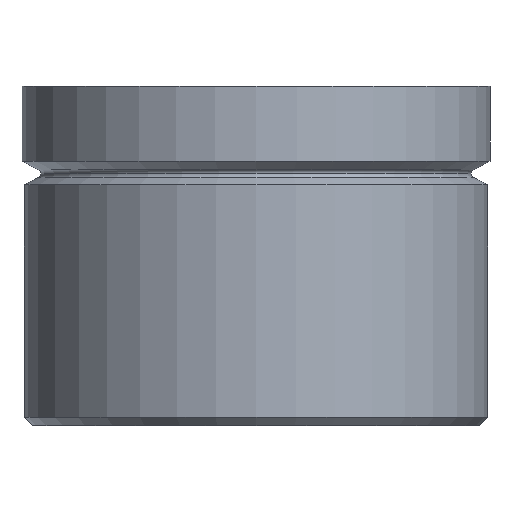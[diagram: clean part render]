
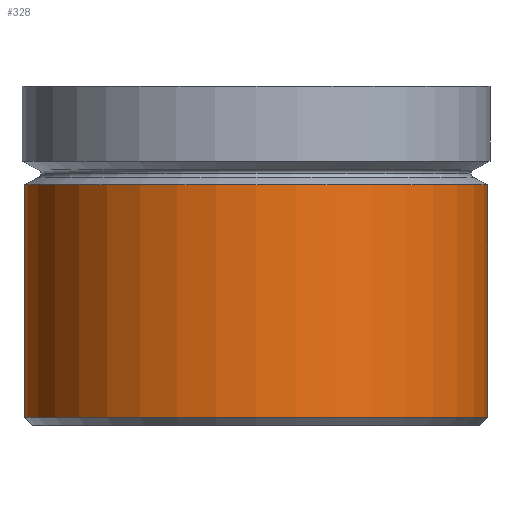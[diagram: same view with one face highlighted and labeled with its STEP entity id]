
A CAD part, front view. The second image highlights one B-rep face of the part: STEP entity #328.
In plain terms, the highlighted cylindrical face has radius 23.901 mm (diameter 47.803 mm), a partial arc.
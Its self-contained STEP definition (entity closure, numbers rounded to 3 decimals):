
#150 = VERTEX_POINT ( 'NONE', #206 ) ;
#151 = VERTEX_POINT ( 'NONE', #205 ) ;
#160 = VERTEX_POINT ( 'NONE', #384 ) ;
#187 = VERTEX_POINT ( 'NONE', #262 ) ;
#205 = CARTESIAN_POINT ( 'NONE',  ( -23.901, 0., -10.155 ) ) ;
#206 = CARTESIAN_POINT ( 'NONE',  ( -23.901, 0., -34.165 ) ) ;
#262 = CARTESIAN_POINT ( 'NONE',  ( 23.901, 0., -34.165 ) ) ;
#292 = EDGE_CURVE ( 'NONE', #187, #160, #469, .T. ) ;
#328 = ADVANCED_FACE ( 'NONE', ( #474 ), #473, .T. ) ;
#329 = EDGE_LOOP ( 'NONE', ( #330, #331, #344, #345 ) ) ;
#330 = ORIENTED_EDGE ( 'NONE', *, *, #343, .F. ) ;
#331 = ORIENTED_EDGE ( 'NONE', *, *, #332, .T. ) ;
#332 = EDGE_CURVE ( 'NONE', #150, #187, #457, .T. ) ;
#343 = EDGE_CURVE ( 'NONE', #150, #151, #549, .T. ) ;
#344 = ORIENTED_EDGE ( 'NONE', *, *, #292, .T. ) ;
#345 = ORIENTED_EDGE ( 'NONE', *, *, #346, .F. ) ;
#346 = EDGE_CURVE ( 'NONE', #151, #160, #520, .T. ) ;
#384 = CARTESIAN_POINT ( 'NONE',  ( 23.901, 0., -10.155 ) ) ;
#453 = CARTESIAN_POINT ( 'NONE',  ( 0., 0., -34.165 ) ) ;
#454 = DIRECTION ( 'NONE',  ( 1., 0., 0. ) ) ;
#455 = DIRECTION ( 'NONE',  ( 0., 0., 1. ) ) ;
#456 = AXIS2_PLACEMENT_3D ( 'NONE', #472, #455, #454 ) ;
#457 = CIRCLE ( 'NONE', #490, 23.901 ) ;
#468 = CARTESIAN_POINT ( 'NONE',  ( 23.901, 0., 0. ) ) ;
#469 = LINE ( 'NONE', #468, #536 ) ;
#472 = CARTESIAN_POINT ( 'NONE',  ( 0., 0., 0. ) ) ;
#473 = CYLINDRICAL_SURFACE ( 'NONE', #456, 23.901 ) ;
#474 = FACE_OUTER_BOUND ( 'NONE', #329, .T. ) ;
#488 = DIRECTION ( 'NONE',  ( 1., 0., 0. ) ) ;
#489 = DIRECTION ( 'NONE',  ( 0., 0., 1. ) ) ;
#490 = AXIS2_PLACEMENT_3D ( 'NONE', #453, #489, #488 ) ;
#516 = DIRECTION ( 'NONE',  ( 1., 0., 0. ) ) ;
#517 = DIRECTION ( 'NONE',  ( 0., 0., 1. ) ) ;
#518 = CARTESIAN_POINT ( 'NONE',  ( 0., 0., -10.155 ) ) ;
#519 = AXIS2_PLACEMENT_3D ( 'NONE', #518, #517, #516 ) ;
#520 = CIRCLE ( 'NONE', #519, 23.901 ) ;
#521 = DIRECTION ( 'NONE',  ( 0., 0., 1. ) ) ;
#522 = VECTOR ( 'NONE', #521, 1000. ) ;
#535 = DIRECTION ( 'NONE',  ( 0., 0., 1. ) ) ;
#536 = VECTOR ( 'NONE', #535, 1000. ) ;
#548 = CARTESIAN_POINT ( 'NONE',  ( -23.901, 0., 0. ) ) ;
#549 = LINE ( 'NONE', #548, #522 ) ;
